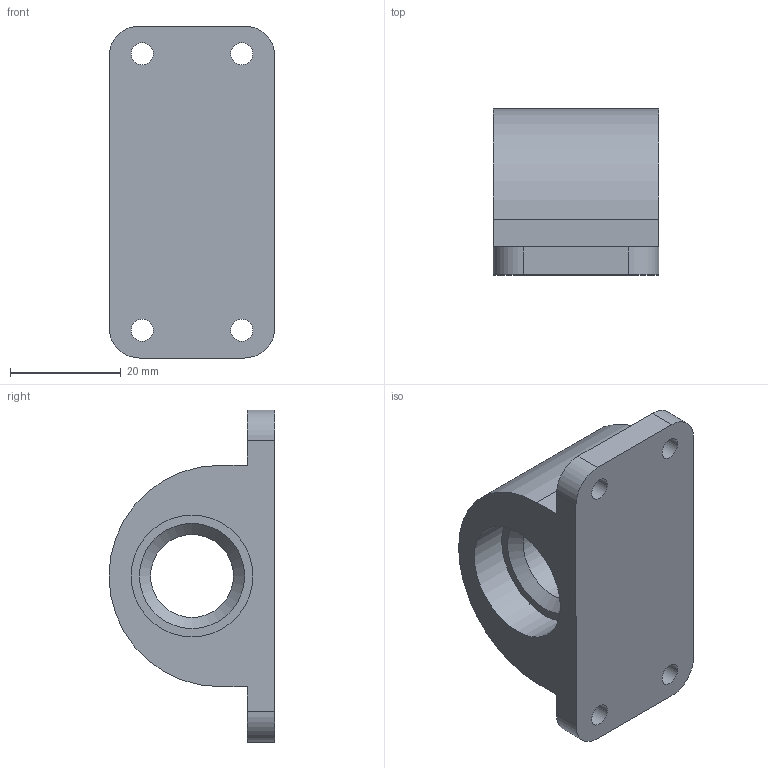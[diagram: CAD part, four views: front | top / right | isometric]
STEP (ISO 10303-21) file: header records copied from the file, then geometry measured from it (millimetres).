
FILE_DESCRIPTION(/* description */ (''),/* implementation_level */ '2;1');
FILE_NAME(/* name */ 'ShaftHolder.step',/* time_stamp */ '2024-05-29T19:55:53+03:00',/* author */ (''),/* organization */ (''),/* preprocessor_version */ 'ST-DEVELOPER v20',/* originating_system */ 'Autodesk Translation Framework v12.20.1.177',/* authorisation */ '');
FILE_SCHEMA (('AUTOMOTIVE_DESIGN { 1 0 10303 214 3 1 1 }'));
Length unit declared in the file: millimetre
Products named in the file (1): ShaftHolder
Bounding box: 30 x 30 x 60 mm (x, y, z)
Volume: 25113.9 mm3; surface area: 8461.4 mm2
Topology: 1 solids, 1 shells, 25 faces, 61 edges, 40 vertices
Faces by surface type: cylinder 12, plane 11, cone 2
Full cylindrical faces by diameter (mm): 4 x4, 15 x1, 22 x2
Entity records: 798 total; most frequent: DIRECTION 139, CARTESIAN_POINT 127, ORIENTED_EDGE 122, EDGE_CURVE 61, AXIS2_PLACEMENT_3D 52, VERTEX_POINT 40, EDGE_LOOP 37, LINE 35
